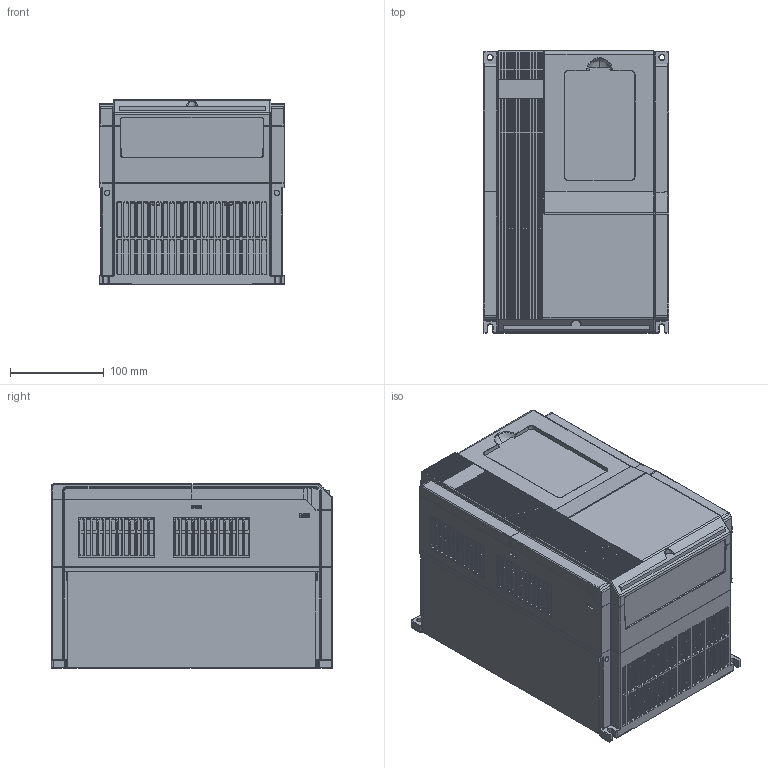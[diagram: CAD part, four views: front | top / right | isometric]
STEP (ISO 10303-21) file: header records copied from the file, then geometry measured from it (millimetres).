
FILE_DESCRIPTION (( 'STEP AP203' ), '1' );
FILE_NAME ('FR500H-4T-(15-30)KW.STEP', '2023-08-24T07:12:37', ( '' ), ( '' ), 'SwSTEP 2.0', 'SolidWorks 2022', '' );
FILE_SCHEMA (( 'CONFIG_CONTROL_DESIGN' ));
Length unit declared in the file: millimetre
Products named in the file (1): FR500H-4T-(15-30)KW
Bounding box: 198.04 x 300 x 196.95 mm (x, y, z)
Volume: 7142.6 mm3; surface area: 658379.3 mm2
Topology: 42 solids, 43 shells, 5883 faces, 15762 edges, 9946 vertices
Faces by surface type: plane 2837, cylinder 1703, cone 485, torus 423, bspline 395, sphere 40
Entity records: 217073 total; most frequent: CARTESIAN_POINT 78088, ORIENTED_EDGE 31402, DIRECTION 25478, EDGE_CURVE 15701, VERTEX_POINT 9933, VECTOR 8572, LINE 8572, AXIS2_PLACEMENT_3D 8453
